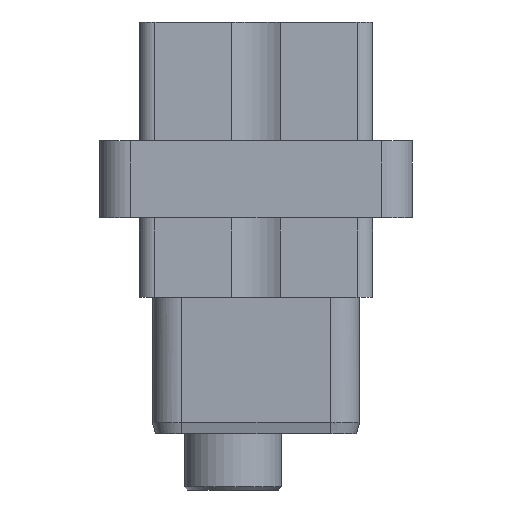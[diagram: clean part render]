
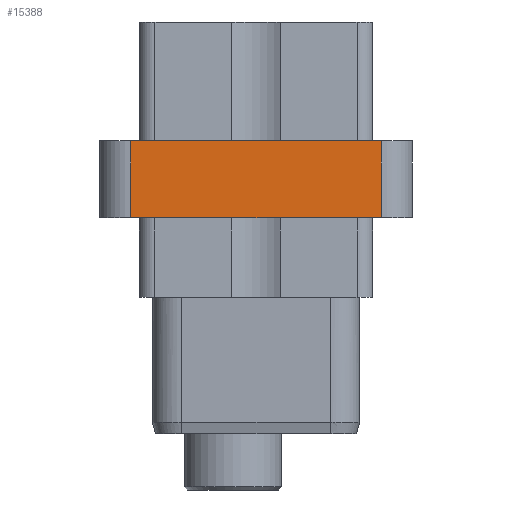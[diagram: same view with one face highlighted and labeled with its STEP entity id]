
A CAD part, left-side view. The second image highlights one B-rep face of the part: STEP entity #15388.
In plain terms, the highlighted planar face has unit normal (-1, 0, 0).
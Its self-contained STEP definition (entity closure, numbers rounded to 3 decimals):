
#5=DIRECTION('',(0.,-1.,0.));
#6=VECTOR('',#5,16.26);
#7=CARTESIAN_POINT('',(-43.945,8.13,-0.015));
#8=LINE('',#7,#6);
#89=DIRECTION('',(0.,0.,-1.));
#90=VECTOR('',#89,4.99);
#91=CARTESIAN_POINT('',(-43.945,-8.13,4.975));
#92=LINE('',#91,#90);
#116=DIRECTION('',(0.,0.,-1.));
#117=VECTOR('',#116,4.99);
#118=CARTESIAN_POINT('',(-43.945,8.13,4.975));
#119=LINE('',#118,#117);
#169=DIRECTION('',(0.,-1.,0.));
#170=VECTOR('',#169,16.26);
#171=CARTESIAN_POINT('',(-43.945,8.13,4.975));
#172=LINE('',#171,#170);
#12274=CARTESIAN_POINT('',(-43.945,8.13,4.975));
#12275=VERTEX_POINT('',#12274);
#12276=CARTESIAN_POINT('',(-43.945,8.13,-0.015));
#12277=VERTEX_POINT('',#12276);
#12278=CARTESIAN_POINT('',(-43.945,-8.13,4.975));
#12279=CARTESIAN_POINT('',(-43.945,-8.13,-0.015));
#12280=VERTEX_POINT('',#12278);
#12281=VERTEX_POINT('',#12279);
#15375=CARTESIAN_POINT('',(-43.945,10.13,0.));
#15376=DIRECTION('',(-1.,0.,0.));
#15377=DIRECTION('',(0.,-1.,0.));
#15378=AXIS2_PLACEMENT_3D('',#15375,#15376,#15377);
#15379=PLANE('',#15378);
#15381=ORIENTED_EDGE('',*,*,#15380,.F.);
#15383=ORIENTED_EDGE('',*,*,#15382,.T.);
#15384=ORIENTED_EDGE('',*,*,#15366,.T.);
#15385=ORIENTED_EDGE('',*,*,#15273,.F.);
#15386=EDGE_LOOP('',(#15381,#15383,#15384,#15385));
#15387=FACE_OUTER_BOUND('',#15386,.F.);
#15388=ADVANCED_FACE('',(#15387),#15379,.T.);
#15273=EDGE_CURVE('',#12277,#12281,#8,.T.);
#15366=EDGE_CURVE('',#12280,#12281,#92,.T.);
#15380=EDGE_CURVE('',#12275,#12277,#119,.T.);
#15382=EDGE_CURVE('',#12275,#12280,#172,.T.);
